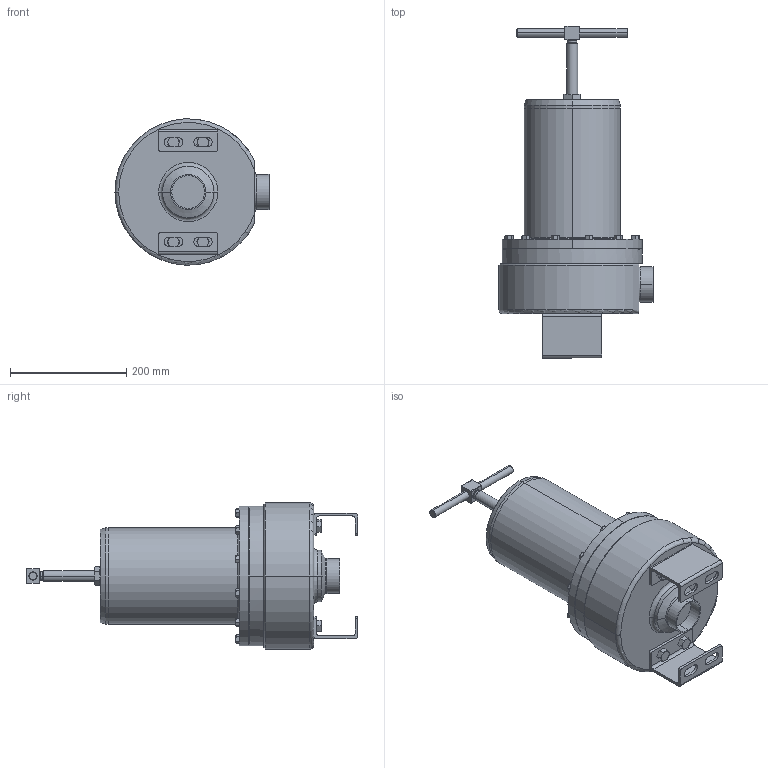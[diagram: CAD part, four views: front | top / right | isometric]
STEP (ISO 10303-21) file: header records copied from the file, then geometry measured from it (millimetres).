
FILE_DESCRIPTION (( 'STEP AP203' ), '1' );
FILE_NAME ('96ST-50.STEP', '2017-06-07T11:39:30', ( '' ), ( '' ), 'SwSTEP 2.0', 'SolidWorks 2014', '' );
FILE_SCHEMA (( 'CONFIG_CONTROL_DESIGN' ));
Length unit declared in the file: inch
Products named in the file (2): 96ST-50
Bounding box: 264.89 x 570.74 x 251.73 mm (x, y, z)
Volume: 11603523 mm3; surface area: 444411.5 mm2
Topology: 1 solids, 1 shells, 398 faces, 946 edges, 586 vertices
Faces by surface type: plane 173, cone 123, cylinder 92, torus 10
Entity records: 12479 total; most frequent: CARTESIAN_POINT 3252, ORIENTED_EDGE 1892, DIRECTION 1848, EDGE_CURVE 946, AXIS2_PLACEMENT_3D 724, VERTEX_POINT 586, EDGE_LOOP 466, VECTOR 400
